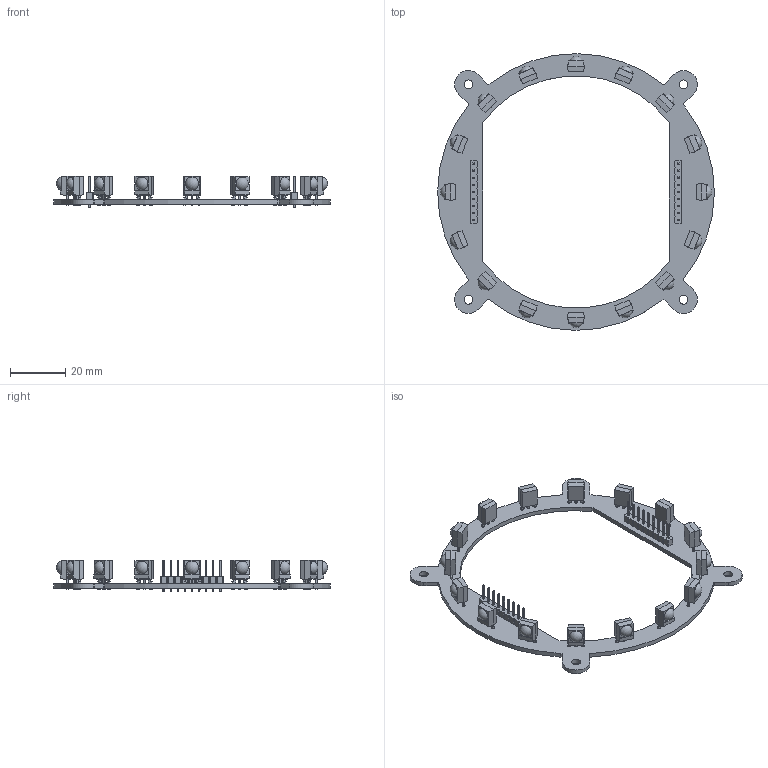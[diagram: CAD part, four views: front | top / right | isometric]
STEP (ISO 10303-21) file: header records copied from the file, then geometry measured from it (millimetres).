
FILE_DESCRIPTION(('KiCad electronic assembly'),'2;1');
FILE_NAME('BALLSensorV2.1.step','2025-04-03T00:38:27',('Pcbnew'),( 'Kicad'),'Open CASCADE STEP processor 7.8','KiCad to STEP converter' ,'Unknown');
FILE_SCHEMA(('AUTOMOTIVE_DESIGN { 1 0 10303 214 1 1 1 1 }'));
Length unit declared in the file: millimetre
Products named in the file (6): BALLSensorV2.1 1; TSSP4038 STEP; (未保存); PinHeader_1x09_P2.54mm_Vertical; PinHeader_1x09_P254mm_Vertical; _autosave-BALLSensorV2.1_PCB
Assembly tree (21 placements, depth 3):
  BALLSensorV2.1 1
    TSSP4038 STEP  x16
      (未保存)
    PinHeader_1x09_P2.54mm_Vertical  x2
      PinHeader_1x09_P254mm_Vertical
    _autosave-BALLSensorV2.1_PCB
Bounding box: 100.01 x 100.02 x 11.54 mm (x, y, z)
Volume: 8192 mm3; surface area: 12583.7 mm2
Topology: 83 solids, 83 shells, 1706 faces, 4320 edges, 2816 vertices
Faces by surface type: plane 1482, cylinder 208, sphere 16
Full cylindrical faces by diameter (mm): 1 x18, 1.01 x48, 3.2 x4
Entity records: 14220 total; most frequent: CARTESIAN_POINT 2148, ORIENTED_EDGE 2094, DIRECTION 2080, EDGE_CURVE 1047, LINE 870, VECTOR 870, VERTEX_POINT 673, AXIS2_PLACEMENT_3D 605
